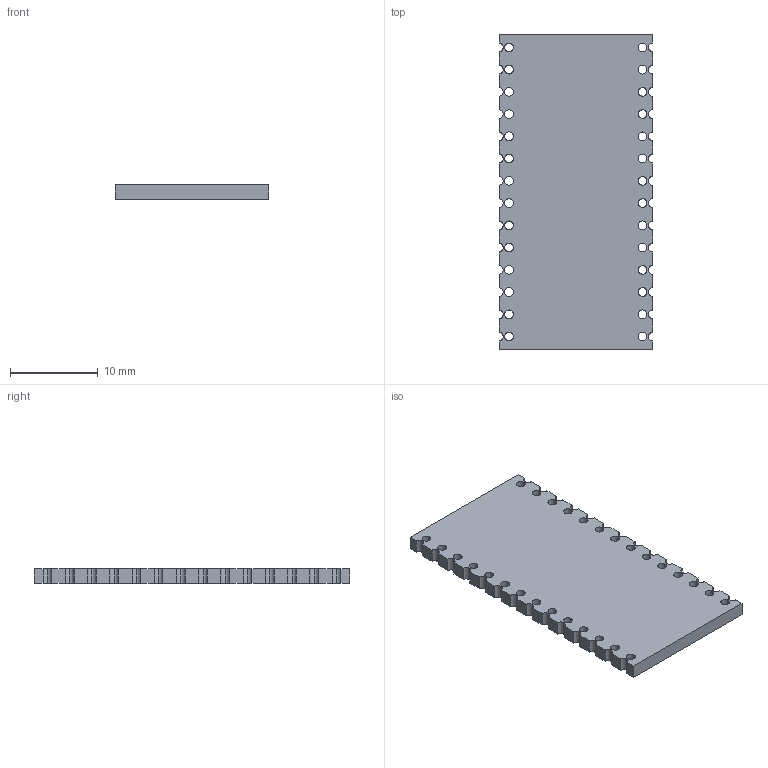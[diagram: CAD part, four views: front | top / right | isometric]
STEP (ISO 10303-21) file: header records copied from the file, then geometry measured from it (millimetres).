
FILE_DESCRIPTION(('KiCad electronic assembly'),'2;1');
FILE_NAME('Teensy Castellated Board.step','2023-12-25T09:55:17',( 'Pcbnew'),('Kicad'),'Open CASCADE STEP processor 7.6', 'KiCad to STEP converter','Unknown');
FILE_SCHEMA(('AUTOMOTIVE_DESIGN { 1 0 10303 214 1 1 1 1 }'));
Length unit declared in the file: millimetre
Products named in the file (2): Teensy Castellated Board 1; PCB
Assembly tree (1 placements, depth 2):
  Teensy Castellated Board 1
    PCB
Bounding box: 17.55 x 36.06 x 1.6 mm (x, y, z)
Volume: 960.3 mm3; surface area: 1537.2 mm2
Topology: 1 solids, 1 shells, 104 faces, 306 edges, 204 vertices
Faces by surface type: cylinder 70, plane 34
Full cylindrical faces by diameter (mm): 1 x28
Entity records: 7975 total; most frequent: CARTESIAN_POINT 2180, DIRECTION 1018, ORIENTED_EDGE 612, PCURVE 612, DEFINITIONAL_REPRESENTATION 612, LINE 526, VECTOR 526, EDGE_CURVE 306
